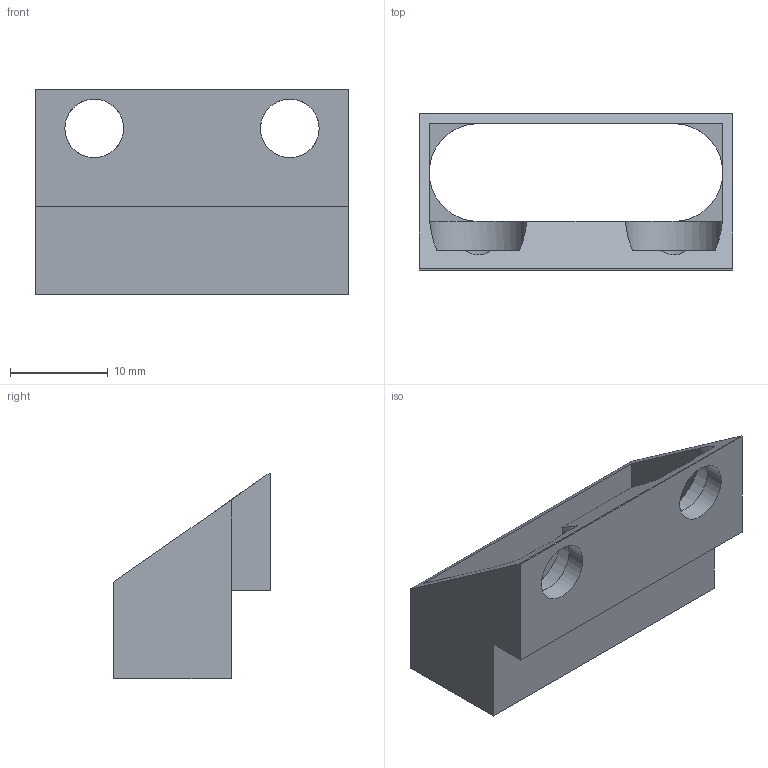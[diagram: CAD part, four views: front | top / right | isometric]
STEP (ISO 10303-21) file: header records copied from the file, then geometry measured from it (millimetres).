
FILE_DESCRIPTION(('FreeCAD Model'),'2;1');
FILE_NAME('Open CASCADE Shape Model','2024-09-20T14:53:40',('Author'),( ''),'Open CASCADE STEP processor 7.6','FreeCAD','Unknown');
FILE_SCHEMA(('AUTOMOTIVE_DESIGN { 1 0 10303 214 1 1 1 1 }'));
Length unit declared in the file: millimetre
Products named in the file (1): Cut002
Bounding box: 32 x 16 x 21 mm (x, y, z)
Volume: 2214.1 mm3; surface area: 3053.6 mm2
Topology: 1 solids, 1 shells, 35 faces, 92 edges, 57 vertices
Faces by surface type: plane 27, cylinder 8
Full cylindrical faces by diameter (mm): 6 x2
Entity records: 2309 total; most frequent: CARTESIAN_POINT 499, DIRECTION 317, ORIENTED_EDGE 184, PCURVE 184, DEFINITIONAL_REPRESENTATION 184, LINE 168, VECTOR 168, EDGE_CURVE 92
